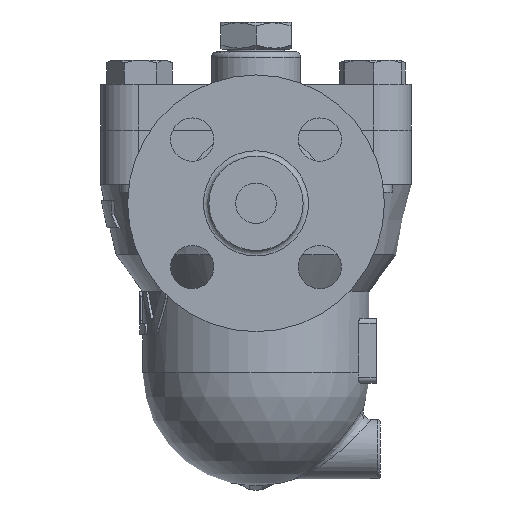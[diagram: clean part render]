
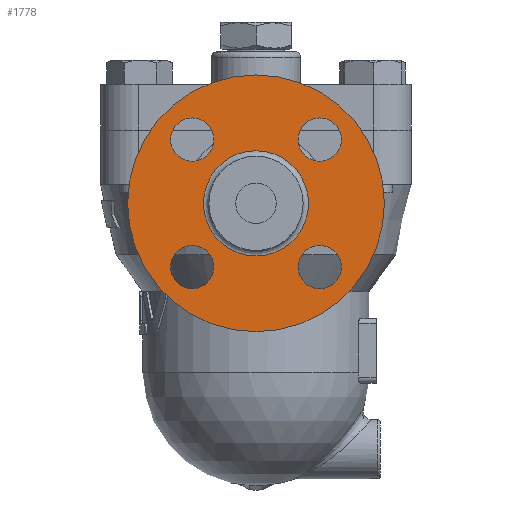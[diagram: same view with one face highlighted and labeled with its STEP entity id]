
A CAD part, left-side view. The second image highlights one B-rep face of the part: STEP entity #1778.
In plain terms, the highlighted planar face has unit normal (-1, 0, 0).
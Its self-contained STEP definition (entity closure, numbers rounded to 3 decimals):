
#1692=CARTESIAN_POINT('',(-103.1,0.,-7.55));
#1693=VERTEX_POINT('',#1692);
#1694=CARTESIAN_POINT('',(-103.1,0.0,-27.));
#1695=DIRECTION('',(-1.0,0.0,0.0));
#1696=DIRECTION('',(0.0,0.0,-1.0));
#1697=AXIS2_PLACEMENT_3D('',#1694,#1695,#1696);
#1698=CIRCLE('',#1697,19.45);
#1699=EDGE_CURVE('',#1693,#1693,#1698,.T.);
#1715=CARTESIAN_POINT('',(-103.1,0.0,5.475));
#1716=DIRECTION('',(-1.0,0.0,0.0));
#1717=DIRECTION('',(0.0,0.0,1.0));
#1718=AXIS2_PLACEMENT_3D('',#1715,#1716,#1717);
#1719=PLANE('',#1718);
#1720=CARTESIAN_POINT('',(-103.1,0.0,20.5));
#1721=VERTEX_POINT('',#1720);
#1722=CARTESIAN_POINT('',(-103.1,0.0,-27.));
#1723=DIRECTION('',(-1.0,0.0,0.0));
#1724=DIRECTION('',(0.0,0.0,1.0));
#1725=AXIS2_PLACEMENT_3D('',#1722,#1723,#1724);
#1726=CIRCLE('',#1725,47.5);
#1727=EDGE_CURVE('',#1721,#1721,#1726,.T.);
#1728=ORIENTED_EDGE('',*,*,#1727,.T.);
#1729=EDGE_LOOP('',(#1728));
#1730=FACE_OUTER_BOUND('',#1729,.T.);
#1731=CARTESIAN_POINT('',(-103.1,-23.582,4.582));
#1732=VERTEX_POINT('',#1731);
#1733=CARTESIAN_POINT('',(-103.1,-23.582,-3.418));
#1734=DIRECTION('',(1.0,0.0,0.0));
#1735=DIRECTION('',(0.0,0.0,1.0));
#1736=AXIS2_PLACEMENT_3D('',#1733,#1734,#1735);
#1737=CIRCLE('',#1736,8.0);
#1738=EDGE_CURVE('',#1732,#1732,#1737,.T.);
#1739=ORIENTED_EDGE('',*,*,#1738,.T.);
#1740=EDGE_LOOP('',(#1739));
#1741=FACE_BOUND('',#1740,.T.);
#1742=CARTESIAN_POINT('',(-103.1,31.582,-3.418));
#1743=VERTEX_POINT('',#1742);
#1744=CARTESIAN_POINT('',(-103.1,23.582,-3.418));
#1745=DIRECTION('',(1.0,0.0,0.0));
#1746=DIRECTION('',(0.0,1.0,0.0));
#1747=AXIS2_PLACEMENT_3D('',#1744,#1745,#1746);
#1748=CIRCLE('',#1747,8.0);
#1749=EDGE_CURVE('',#1743,#1743,#1748,.T.);
#1750=ORIENTED_EDGE('',*,*,#1749,.T.);
#1751=EDGE_LOOP('',(#1750));
#1752=FACE_BOUND('',#1751,.T.);
#1753=CARTESIAN_POINT('',(-103.1,23.582,-58.582));
#1754=VERTEX_POINT('',#1753);
#1755=CARTESIAN_POINT('',(-103.1,23.582,-50.582));
#1756=DIRECTION('',(1.0,0.0,0.0));
#1757=DIRECTION('',(0.0,0.0,-1.0));
#1758=AXIS2_PLACEMENT_3D('',#1755,#1756,#1757);
#1759=CIRCLE('',#1758,8.0);
#1760=EDGE_CURVE('',#1754,#1754,#1759,.T.);
#1761=ORIENTED_EDGE('',*,*,#1760,.T.);
#1762=EDGE_LOOP('',(#1761));
#1763=FACE_BOUND('',#1762,.T.);
#1764=CARTESIAN_POINT('',(-103.1,-31.582,-50.582));
#1765=VERTEX_POINT('',#1764);
#1766=CARTESIAN_POINT('',(-103.1,-23.582,-50.582));
#1767=DIRECTION('',(1.0,0.0,0.0));
#1768=DIRECTION('',(0.0,-1.0,0.0));
#1769=AXIS2_PLACEMENT_3D('',#1766,#1767,#1768);
#1770=CIRCLE('',#1769,8.0);
#1771=EDGE_CURVE('',#1765,#1765,#1770,.T.);
#1772=ORIENTED_EDGE('',*,*,#1771,.T.);
#1773=EDGE_LOOP('',(#1772));
#1774=FACE_BOUND('',#1773,.T.);
#1775=ORIENTED_EDGE('',*,*,#1699,.F.);
#1776=EDGE_LOOP('',(#1775));
#1777=FACE_BOUND('',#1776,.T.);
#1778=ADVANCED_FACE('',(#1730,#1741,#1752,#1763,#1774,#1777),#1719,.T.);
